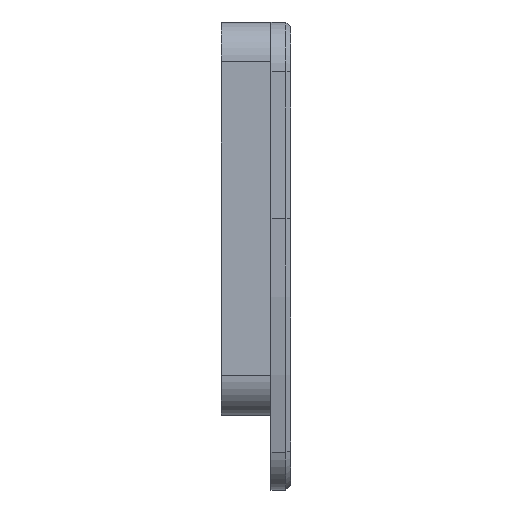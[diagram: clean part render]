
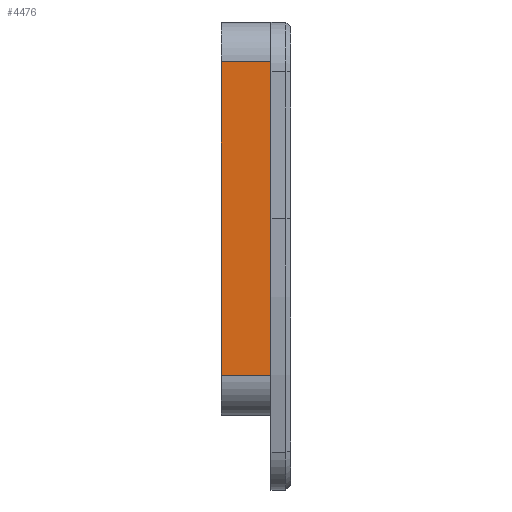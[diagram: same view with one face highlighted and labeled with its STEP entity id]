
A CAD part, left-side view. The second image highlights one B-rep face of the part: STEP entity #4476.
In plain terms, the highlighted planar face has unit normal (-1, 0, 0).
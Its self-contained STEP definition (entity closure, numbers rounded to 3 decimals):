
#186=PLANE('',#4941);
#770=FACE_OUTER_BOUND('',#1047,.T.);
#1047=EDGE_LOOP('',(#4157,#4158,#4159,#4160,#4161));
#1172=LINE('',#6933,#1554);
#1446=LINE('',#7849,#1828);
#1447=LINE('',#7851,#1829);
#1448=LINE('',#7853,#1830);
#1449=LINE('',#7854,#1831);
#1554=VECTOR('',#5291,10.);
#1828=VECTOR('',#6189,10.);
#1829=VECTOR('',#6192,10.);
#1830=VECTOR('',#6193,10.);
#1831=VECTOR('',#6194,10.);
#2037=VERTEX_POINT('',#6930);
#2038=VERTEX_POINT('',#6932);
#2250=VERTEX_POINT('',#7832);
#2254=VERTEX_POINT('',#7846);
#2255=VERTEX_POINT('',#7852);
#2481=EDGE_CURVE('',#2037,#2038,#1172,.T.);
#2900=EDGE_CURVE('',#2254,#2038,#1446,.T.);
#2901=EDGE_CURVE('',#2254,#2250,#1447,.T.);
#2902=EDGE_CURVE('',#2255,#2037,#1448,.T.);
#2903=EDGE_CURVE('',#2250,#2255,#1449,.T.);
#4157=ORIENTED_EDGE('',*,*,#2901,.F.);
#4158=ORIENTED_EDGE('',*,*,#2900,.T.);
#4159=ORIENTED_EDGE('',*,*,#2481,.F.);
#4160=ORIENTED_EDGE('',*,*,#2902,.F.);
#4161=ORIENTED_EDGE('',*,*,#2903,.F.);
#4476=ADVANCED_FACE('',(#770),#186,.T.);
#4941=AXIS2_PLACEMENT_3D('',#7850,#6190,#6191);
#5291=DIRECTION('',(0.,0.,1.));
#6189=DIRECTION('',(0.,1.,0.));
#6190=DIRECTION('center_axis',(-1.,0.,0.));
#6191=DIRECTION('ref_axis',(0.,0.,1.));
#6192=DIRECTION('',(0.,0.,-1.));
#6193=DIRECTION('',(0.,1.,0.));
#6194=DIRECTION('',(0.,0.,-1.));
#6930=CARTESIAN_POINT('',(-65.4,4.,13.504));
#6932=CARTESIAN_POINT('',(-65.4,4.,38.704));
#6933=CARTESIAN_POINT('',(-65.4,4.,38.704));
#7832=CARTESIAN_POINT('',(-65.4,0.,26.104));
#7846=CARTESIAN_POINT('',(-65.4,0.,38.704));
#7849=CARTESIAN_POINT('',(-65.4,0.,38.704));
#7850=CARTESIAN_POINT('Origin',(-65.4,0.,13.504));
#7851=CARTESIAN_POINT('',(-65.4,0.,18.304));
#7852=CARTESIAN_POINT('',(-65.4,0.,13.504));
#7853=CARTESIAN_POINT('',(-65.4,0.,13.504));
#7854=CARTESIAN_POINT('',(-65.4,0.,18.304));
